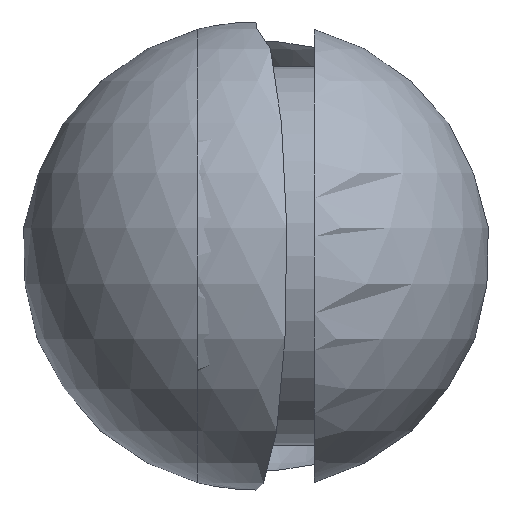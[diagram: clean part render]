
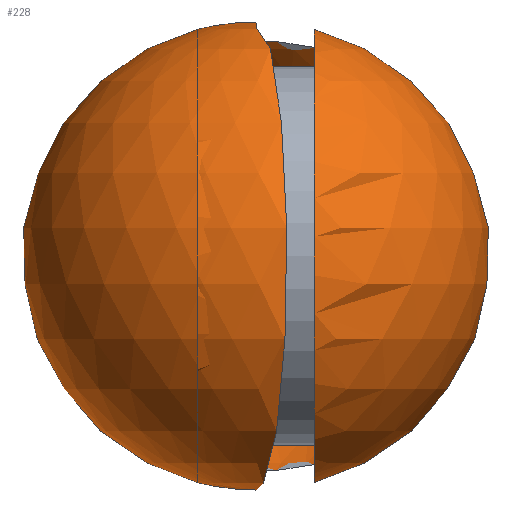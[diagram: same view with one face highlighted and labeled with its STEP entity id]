
A CAD part, front view. The second image highlights one B-rep face of the part: STEP entity #228.
In plain terms, the highlighted spherical face has radius 42 mm.
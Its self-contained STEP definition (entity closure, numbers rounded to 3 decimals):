
#17=SPHERICAL_SURFACE('',#275,42.);
#39=FACE_OUTER_BOUND('',#51,.T.);
#51=EDGE_LOOP('',(#186,#187,#188,#189,#190,#191,#192,#193,#194,#195));
#90=CIRCLE('',#276,42.);
#91=CIRCLE('',#277,40.666);
#92=CIRCLE('',#278,42.);
#93=CIRCLE('',#279,40.666);
#94=CIRCLE('',#280,42.);
#95=CIRCLE('',#281,40.666);
#96=CIRCLE('',#282,42.);
#97=CIRCLE('',#283,40.666);
#113=VERTEX_POINT('',#436);
#114=VERTEX_POINT('',#437);
#115=VERTEX_POINT('',#439);
#116=VERTEX_POINT('',#441);
#117=VERTEX_POINT('',#443);
#118=VERTEX_POINT('',#445);
#119=VERTEX_POINT('',#447);
#120=VERTEX_POINT('',#449);
#142=EDGE_CURVE('',#113,#114,#90,.T.);
#143=EDGE_CURVE('',#115,#114,#91,.T.);
#144=EDGE_CURVE('',#115,#116,#92,.T.);
#145=EDGE_CURVE('',#117,#115,#93,.T.);
#146=EDGE_CURVE('',#118,#117,#94,.T.);
#147=EDGE_CURVE('',#119,#117,#95,.T.);
#148=EDGE_CURVE('',#120,#119,#96,.T.);
#149=EDGE_CURVE('',#113,#120,#97,.T.);
#186=ORIENTED_EDGE('',*,*,#142,.T.);
#187=ORIENTED_EDGE('',*,*,#143,.F.);
#188=ORIENTED_EDGE('',*,*,#144,.T.);
#189=ORIENTED_EDGE('',*,*,#144,.F.);
#190=ORIENTED_EDGE('',*,*,#145,.F.);
#191=ORIENTED_EDGE('',*,*,#146,.F.);
#192=ORIENTED_EDGE('',*,*,#146,.T.);
#193=ORIENTED_EDGE('',*,*,#147,.F.);
#194=ORIENTED_EDGE('',*,*,#148,.F.);
#195=ORIENTED_EDGE('',*,*,#149,.F.);
#228=ADVANCED_FACE('',(#39),#17,.T.);
#275=AXIS2_PLACEMENT_3D('',#435,#335,#336);
#276=AXIS2_PLACEMENT_3D('',#438,#337,#338);
#277=AXIS2_PLACEMENT_3D('',#440,#339,#340);
#278=AXIS2_PLACEMENT_3D('',#442,#341,#342);
#279=AXIS2_PLACEMENT_3D('',#444,#343,#344);
#280=AXIS2_PLACEMENT_3D('',#446,#345,#346);
#281=AXIS2_PLACEMENT_3D('',#448,#347,#348);
#282=AXIS2_PLACEMENT_3D('',#450,#349,#350);
#283=AXIS2_PLACEMENT_3D('',#451,#351,#352);
#335=DIRECTION('center_axis',(0.,0.,1.));
#336=DIRECTION('ref_axis',(1.,0.,0.));
#337=DIRECTION('center_axis',(0.,-0.921,0.391));
#338=DIRECTION('ref_axis',(0.668,-0.291,-0.685));
#339=DIRECTION('center_axis',(-1.,0.,0.));
#340=DIRECTION('ref_axis',(0.,0.,-1.));
#341=DIRECTION('center_axis',(0.,1.,0.));
#342=DIRECTION('ref_axis',(-1.,0.,0.));
#343=DIRECTION('center_axis',(-1.,0.,0.));
#344=DIRECTION('ref_axis',(0.,0.,-1.));
#345=DIRECTION('center_axis',(0.,1.,0.));
#346=DIRECTION('ref_axis',(-1.,0.,0.));
#347=DIRECTION('center_axis',(-1.,0.,0.));
#348=DIRECTION('ref_axis',(0.,0.,-1.));
#349=DIRECTION('center_axis',(0.,0.921,0.391));
#350=DIRECTION('ref_axis',(0.668,-0.291,0.685));
#351=DIRECTION('center_axis',(1.,0.,0.));
#352=DIRECTION('ref_axis',(0.,0.,1.));
#435=CARTESIAN_POINT('Origin',(0.,0.,0.));
#436=CARTESIAN_POINT('',(10.5,15.89,37.434));
#437=CARTESIAN_POINT('',(-10.5,15.89,37.434));
#438=CARTESIAN_POINT('Origin',(0.,0.,0.));
#439=CARTESIAN_POINT('',(-10.5,0.,40.666));
#440=CARTESIAN_POINT('Origin',(-10.5,0.,0.));
#441=CARTESIAN_POINT('',(0.,0.,42.));
#442=CARTESIAN_POINT('Origin',(0.,0.,0.));
#443=CARTESIAN_POINT('',(-10.5,0.,-40.666));
#444=CARTESIAN_POINT('Origin',(-10.5,0.,0.));
#445=CARTESIAN_POINT('',(0.,0.,-42.));
#446=CARTESIAN_POINT('Origin',(0.,0.,0.));
#447=CARTESIAN_POINT('',(-10.5,15.89,-37.434));
#448=CARTESIAN_POINT('Origin',(-10.5,0.,0.));
#449=CARTESIAN_POINT('',(10.5,15.89,-37.434));
#450=CARTESIAN_POINT('Origin',(0.,0.,0.));
#451=CARTESIAN_POINT('Origin',(10.5,0.,0.));
